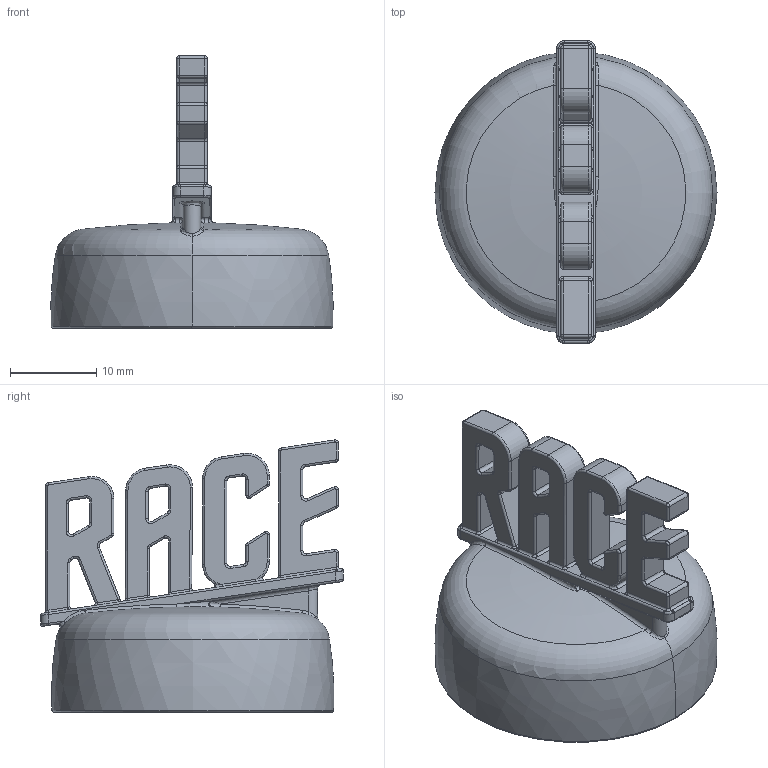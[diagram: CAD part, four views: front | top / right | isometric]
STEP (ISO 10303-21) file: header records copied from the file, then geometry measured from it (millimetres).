
FILE_DESCRIPTION((''),'2;1');
FILE_NAME('KAPPE_3','2019-09-27T',('gjordan'),(''),'PRO/ENGINEER BY PARAMETRIC TECHNOLOGY CORPORATION, 2016240','PRO/ENGINEER BY PARAMETRIC TECHNOLOGY CORPORATION, 2016240','');
FILE_SCHEMA(('AUTOMOTIVE_DESIGN { 1 0 10303 214 1 1 1 1 }'));
Length unit declared in the file: millimetre
Products named in the file (1): KAPPE_3
Bounding box: 32.78 x 35.18 x 31.63 mm (x, y, z)
Volume: 3895 mm3; surface area: 5001.6 mm2
Topology: 1 solids, 1 shells, 394 faces, 908 edges, 511 vertices
Faces by surface type: cylinder 169, bspline 79, torus 72, plane 68, sphere 4, cone 2
Entity records: 18245 total; most frequent: CARTESIAN_POINT 6686, DIRECTION 1884, ORIENTED_EDGE 1812, PRESENTATION_STYLE_ASSIGNMENT 907, STYLED_ITEM 907, CURVE_STYLE 906, EDGE_CURVE 906, AXIS2_PLACEMENT_3D 769
